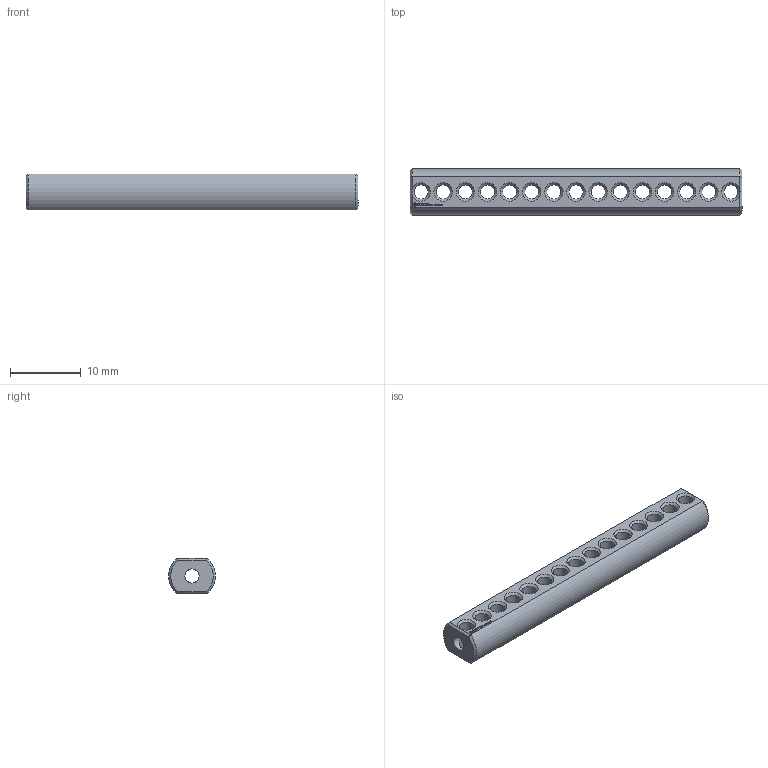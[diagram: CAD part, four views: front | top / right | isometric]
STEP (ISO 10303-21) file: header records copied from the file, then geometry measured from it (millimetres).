
FILE_DESCRIPTION(('FreeCAD Model'),'2;1');
FILE_NAME('Open CASCADE Shape Model','2024-06-18T12:07:05',(''),(''), 'Open CASCADE STEP processor 7.6','FreeCAD','Unknown');
FILE_SCHEMA(('AUTOMOTIVE_DESIGN { 1 0 10303 214 1 1 1 1 }'));
Length unit declared in the file: millimetre
Products named in the file (1): Shaft IDX BU03.75 - SPN-SFT-0135 (stemfie.org)
Bounding box: 46.88 x 6.6 x 5 mm (x, y, z)
Volume: 1068.5 mm3; surface area: 1384.1 mm2
Topology: 1 solids, 1 shells, 566 faces, 1639 edges, 1070 vertices
Faces by surface type: plane 320, extrusion 164, cylinder 48, cone 34
Full cylindrical faces by diameter (mm): 2 x46
Entity records: 18819 total; most frequent: CARTESIAN_POINT 4260, ORIENTED_EDGE 3278, DIRECTION 2487, EDGE_CURVE 1639, VECTOR 1269, LINE 1105, VERTEX_POINT 1070, FACE_BOUND 623
